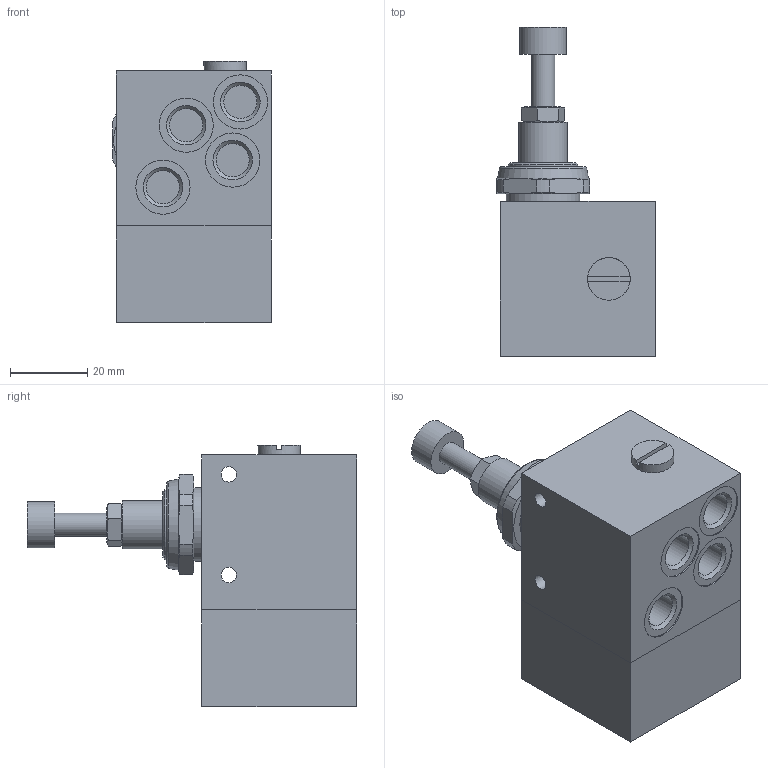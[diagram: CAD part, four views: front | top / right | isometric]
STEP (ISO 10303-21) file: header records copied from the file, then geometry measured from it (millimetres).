
FILE_DESCRIPTION(/* description */ (''),/* implementation_level */ '2;1');
FILE_NAME(/* name */ '900_18_3.stp',/* time_stamp */ '2019-01-03T12:19:50+01:00',/* author */ ('maniean1'),/* organization */ ('Pneumax S.p.A.'),/* preprocessor_version */ 'ST-DEVELOPER v17',/* originating_system */ 'Autodesk Inventor 2019',/* authorisation */ '');
FILE_SCHEMA (('AUTOMOTIVE_DESIGN { 1 0 10303 214 3 1 1 }'));
Length unit declared in the file: millimetre
Products named in the file (1): 900.18.3
Bounding box: 41 x 85 x 67.5 mm (x, y, z)
Volume: 107484.6 mm3; surface area: 18051.4 mm2
Topology: 1 solids, 1 shells, 76 faces, 204 edges, 147 vertices
Faces by surface type: plane 43, cylinder 22, cone 10, torus 1
Full cylindrical faces by diameter (mm): 4 x2, 6 x1, 8.566 x4, 11 x1, 12 x1, 12.5 x1, 14 x4, 18 x1, 19 x1
Entity records: 2531 total; most frequent: CARTESIAN_POINT 484, DIRECTION 430, ORIENTED_EDGE 408, EDGE_CURVE 204, AXIS2_PLACEMENT_3D 177, VERTEX_POINT 147, CIRCLE 100, EDGE_LOOP 97
